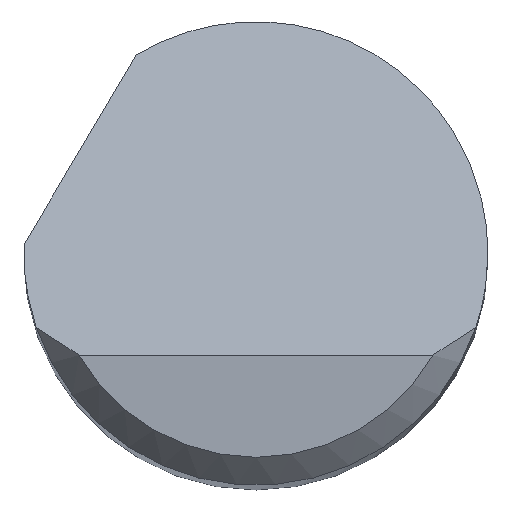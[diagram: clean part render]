
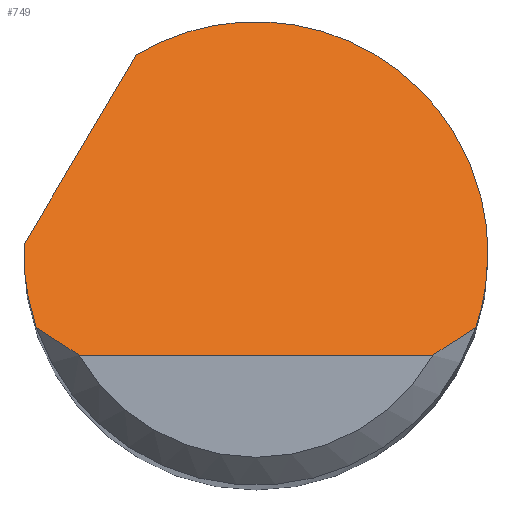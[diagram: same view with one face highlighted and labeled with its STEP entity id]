
A CAD part, top view. The second image highlights one B-rep face of the part: STEP entity #749.
In plain terms, the highlighted planar face has unit normal (0, 0.707, 0.707).
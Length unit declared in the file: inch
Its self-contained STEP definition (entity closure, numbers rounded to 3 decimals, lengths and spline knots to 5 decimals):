
#7 = CARTESIAN_POINT ( 'NONE',  ( 0.10339, -0.05031, 1.99531 ) ) ;
#11 = EDGE_CURVE ( 'NONE', #118, #128, #654, .T. ) ;
#20 = CARTESIAN_POINT ( 'NONE',  ( -0.15516, -0.04606, 1.99106 ) ) ;
#31 = CARTESIAN_POINT ( 'NONE',  ( -0.06437, 0.10715, 1.83785 ) ) ;
#33 = CARTESIAN_POINT ( 'NONE',  ( -0.125, 0., 1.945 ) ) ;
#37 = ORIENTED_EDGE ( 'NONE', *, *, #169, .F. ) ;
#80 = CARTESIAN_POINT ( 'NONE',  ( -0.1249, 0.005, 1.94 ) ) ;
#82 = DIRECTION ( 'NONE',  ( 0.386, 0.652, -0.652 ) ) ;
#91 = VERTEX_POINT ( 'NONE', #439 ) ;
#92 = DIRECTION ( 'NONE',  ( 1., 0., 0. ) ) ;
#100 = FACE_OUTER_BOUND ( 'NONE', #670, .T. ) ;
#101 = CARTESIAN_POINT ( 'NONE',  ( -0.125, 0.00167, 1.94333 ) ) ;
#117 = CARTESIAN_POINT ( 'NONE',  ( -0.10339, -0.05031, 1.99531 ) ) ;
#118 = VERTEX_POINT ( 'NONE', #218 ) ;
#127 = CARTESIAN_POINT ( 'NONE',  ( 0.11843, -0.04, 1.985 ) ) ;
#128 = VERTEX_POINT ( 'NONE', #162 ) ;
#136 = EDGE_CURVE ( 'NONE', #662, #756, #426, .T. ) ;
#138 = LINE ( 'NONE', #705, #612 ) ;
#159 = VECTOR ( 'NONE', #82, 39.37008 ) ;
#162 = CARTESIAN_POINT ( 'NONE',  ( -0.125, 0., 1.945 ) ) ;
#167 = CARTESIAN_POINT ( 'NONE',  ( 0.125, 0., 1.945 ) ) ;
#169 = EDGE_CURVE ( 'NONE', #128, #662, #198, .T. ) ;
#183 = CARTESIAN_POINT ( 'NONE',  ( -0.11107, -0.04528, 1.99028 ) ) ;
#193 = ORIENTED_EDGE ( 'NONE', *, *, #11, .F. ) ;
#198 =( BOUNDED_CURVE ( )  B_SPLINE_CURVE ( 3, ( #33, #101, #787, #385 ),
 .UNSPECIFIED., .F., .F. ) 
 B_SPLINE_CURVE_WITH_KNOTS ( ( 4, 4 ),
 ( 4.71239, 4.7524 ),
 .UNSPECIFIED. ) 
 CURVE ( )  GEOMETRIC_REPRESENTATION_ITEM ( )  RATIONAL_B_SPLINE_CURVE ( ( 1., 1., 1., 1. ) ) 
 REPRESENTATION_ITEM ( '' )  );
#218 = CARTESIAN_POINT ( 'NONE',  ( -0.11843, -0.04, 1.985 ) ) ;
#228 = PLANE ( 'NONE',  #528 ) ;
#240 = DIRECTION ( 'NONE',  ( 0., -0.707, -0.707 ) ) ;
#259 = CARTESIAN_POINT ( 'NONE',  ( -0.09526, -0.055, 2. ) ) ;
#266 = CARTESIAN_POINT ( 'NONE',  ( 0.125, -0.01363, 1.95863 ) ) ;
#271 = EDGE_CURVE ( 'NONE', #118, #793, #522, .T. ) ;
#274 = CARTESIAN_POINT ( 'NONE',  ( 0.125, 0., 1.945 ) ) ;
#281 = EDGE_CURVE ( 'NONE', #321, #378, #629, .T. ) ;
#301 = DIRECTION ( 'NONE',  ( 0., 0.707, -0.707 ) ) ;
#321 = VERTEX_POINT ( 'NONE', #834 ) ;
#355 = CARTESIAN_POINT ( 'NONE',  ( 0.11107, -0.04528, 1.99028 ) ) ;
#358 = CARTESIAN_POINT ( 'NONE',  ( 0.09526, -0.055, 2. ) ) ;
#361 = CARTESIAN_POINT ( 'NONE',  ( -0.11843, -0.04, 1.985 ) ) ;
#366 = CARTESIAN_POINT ( 'NONE',  ( -0.125, -0.055, 2. ) ) ;
#377 =( BOUNDED_CURVE ( )  B_SPLINE_CURVE ( 3, ( #631, #842, #849, #167 ),
 .UNSPECIFIED., .F., .F. ) 
 B_SPLINE_CURVE_WITH_KNOTS ( ( 4, 4 ),
 ( 5.74227, 7.85398 ),
 .UNSPECIFIED. ) 
 CURVE ( )  GEOMETRIC_REPRESENTATION_ITEM ( )  RATIONAL_B_SPLINE_CURVE ( ( 1., 0.662, 0.662, 1. ) ) 
 REPRESENTATION_ITEM ( '' )  );
#378 = VERTEX_POINT ( 'NONE', #547 ) ;
#385 = CARTESIAN_POINT ( 'NONE',  ( -0.1249, 0.005, 1.94 ) ) ;
#426 = LINE ( 'NONE', #20, #159 ) ;
#438 = EDGE_CURVE ( 'NONE', #91, #378, #641, .T. ) ;
#439 = CARTESIAN_POINT ( 'NONE',  ( 0.09526, -0.055, 2. ) ) ;
#521 = CARTESIAN_POINT ( 'NONE',  ( -0.11843, -0.04, 1.985 ) ) ;
#522 = B_SPLINE_CURVE_WITH_KNOTS ( 'NONE', 3,
 ( #521, #183, #117, #259 ),
 .UNSPECIFIED., .F., .F.,
 ( 4, 4 ),
 ( 0., 0.0008 ),
 .UNSPECIFIED. ) ;
#525 = ORIENTED_EDGE ( 'NONE', *, *, #719, .T. ) ;
#528 = AXIS2_PLACEMENT_3D ( 'NONE', #366, #240, #301 ) ;
#534 = ORIENTED_EDGE ( 'NONE', *, *, #281, .F. ) ;
#547 = CARTESIAN_POINT ( 'NONE',  ( 0.11843, -0.04, 1.985 ) ) ;
#556 = CARTESIAN_POINT ( 'NONE',  ( -0.125, -0.01363, 1.95863 ) ) ;
#567 = CARTESIAN_POINT ( 'NONE',  ( -0.09526, -0.055, 2. ) ) ;
#612 = VECTOR ( 'NONE', #92, 39.37008 ) ;
#617 = CARTESIAN_POINT ( 'NONE',  ( 0.12279, -0.02708, 1.97208 ) ) ;
#623 = CARTESIAN_POINT ( 'NONE',  ( 0.11843, -0.04, 1.985 ) ) ;
#629 =( BOUNDED_CURVE ( )  B_SPLINE_CURVE ( 3, ( #274, #266, #617, #127 ),
 .UNSPECIFIED., .F., .F. ) 
 B_SPLINE_CURVE_WITH_KNOTS ( ( 4, 4 ),
 ( 1.5708, 1.89653 ),
 .UNSPECIFIED. ) 
 CURVE ( )  GEOMETRIC_REPRESENTATION_ITEM ( )  RATIONAL_B_SPLINE_CURVE ( ( 1., 0.991, 0.991, 1. ) ) 
 REPRESENTATION_ITEM ( '' )  );
#631 = CARTESIAN_POINT ( 'NONE',  ( -0.06437, 0.10715, 1.83785 ) ) ;
#634 = CARTESIAN_POINT ( 'NONE',  ( -0.12279, -0.02708, 1.97208 ) ) ;
#641 = B_SPLINE_CURVE_WITH_KNOTS ( 'NONE', 3,
 ( #358, #7, #355, #623 ),
 .UNSPECIFIED., .F., .F.,
 ( 4, 4 ),
 ( 0., 0.0008 ),
 .UNSPECIFIED. ) ;
#654 =( BOUNDED_CURVE ( )  B_SPLINE_CURVE ( 3, ( #361, #634, #556, #841 ),
 .UNSPECIFIED., .F., .F. ) 
 B_SPLINE_CURVE_WITH_KNOTS ( ( 4, 4 ),
 ( 4.38666, 4.71239 ),
 .UNSPECIFIED. ) 
 CURVE ( )  GEOMETRIC_REPRESENTATION_ITEM ( )  RATIONAL_B_SPLINE_CURVE ( ( 1., 0.991, 0.991, 1. ) ) 
 REPRESENTATION_ITEM ( '' )  );
#662 = VERTEX_POINT ( 'NONE', #80 ) ;
#670 = EDGE_LOOP ( 'NONE', ( #525, #736, #534, #775, #743, #37, #193, #761 ) ) ;
#705 = CARTESIAN_POINT ( 'NONE',  ( 0., -0.055, 2. ) ) ;
#719 = EDGE_CURVE ( 'NONE', #793, #91, #138, .T. ) ;
#736 = ORIENTED_EDGE ( 'NONE', *, *, #438, .T. ) ;
#743 = ORIENTED_EDGE ( 'NONE', *, *, #136, .F. ) ;
#749 = ADVANCED_FACE ( 'NONE', ( #100 ), #228, .F. ) ;
#756 = VERTEX_POINT ( 'NONE', #31 ) ;
#761 = ORIENTED_EDGE ( 'NONE', *, *, #271, .T. ) ;
#775 = ORIENTED_EDGE ( 'NONE', *, *, #785, .F. ) ;
#785 = EDGE_CURVE ( 'NONE', #756, #321, #377, .T. ) ;
#787 = CARTESIAN_POINT ( 'NONE',  ( -0.12497, 0.00333, 1.94167 ) ) ;
#793 = VERTEX_POINT ( 'NONE', #567 ) ;
#834 = CARTESIAN_POINT ( 'NONE',  ( 0.125, 0., 1.945 ) ) ;
#841 = CARTESIAN_POINT ( 'NONE',  ( -0.125, 0., 1.945 ) ) ;
#842 = CARTESIAN_POINT ( 'NONE',  ( 0.0296, 0.1636, 1.7814 ) ) ;
#849 = CARTESIAN_POINT ( 'NONE',  ( 0.125, 0.10961, 1.83539 ) ) ;
